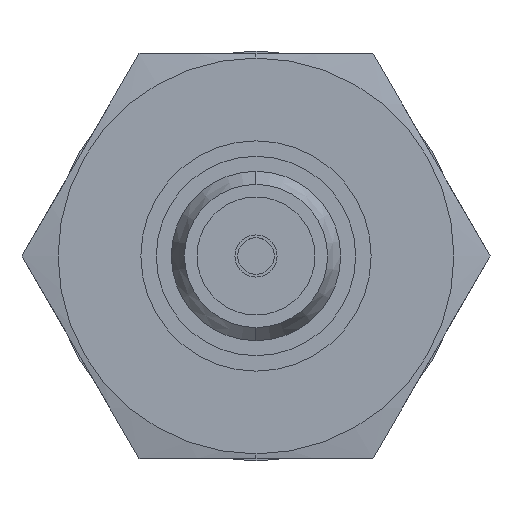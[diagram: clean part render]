
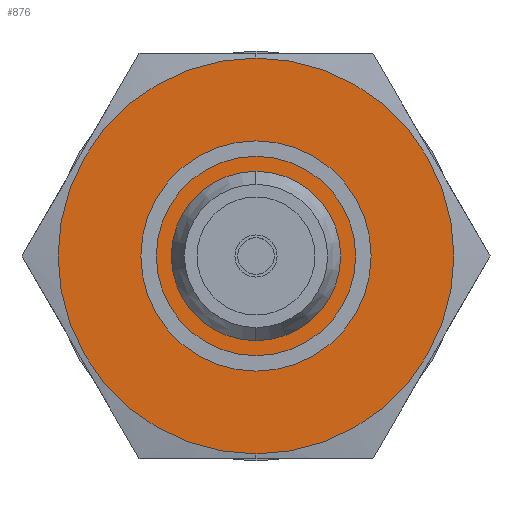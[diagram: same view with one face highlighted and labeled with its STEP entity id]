
A CAD part, left-side view. The second image highlights one B-rep face of the part: STEP entity #876.
In plain terms, the highlighted planar face has unit normal (-1, 0, 0).
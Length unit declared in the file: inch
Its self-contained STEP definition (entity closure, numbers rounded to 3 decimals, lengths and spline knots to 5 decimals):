
#351 = VERTEX_POINT ( 'NONE', #3232 ) ;
#528 = VERTEX_POINT ( 'NONE', #4239 ) ;
#530 = EDGE_CURVE ( 'NONE', #528, #351, #4261, .T. ) ;
#627 = EDGE_CURVE ( 'NONE', #630, #633, #4936, .T. ) ;
#630 = VERTEX_POINT ( 'NONE', #4952 ) ;
#633 = VERTEX_POINT ( 'NONE', #4910 ) ;
#727 = EDGE_LOOP ( 'NONE', ( #884, #877 ) ) ;
#876 = ADVANCED_FACE ( 'NONE', ( #5549, #5659 ), #4931, .F. ) ;
#877 = ORIENTED_EDGE ( 'NONE', *, *, #530, .F. ) ;
#878 = EDGE_CURVE ( 'NONE', #351, #528, #5766, .T. ) ;
#880 = EDGE_CURVE ( 'NONE', #633, #630, #5858, .T. ) ;
#881 = EDGE_LOOP ( 'NONE', ( #905, #882 ) ) ;
#882 = ORIENTED_EDGE ( 'NONE', *, *, #627, .T. ) ;
#884 = ORIENTED_EDGE ( 'NONE', *, *, #878, .F. ) ;
#905 = ORIENTED_EDGE ( 'NONE', *, *, #880, .T. ) ;
#3232 = CARTESIAN_POINT ( 'NONE',  ( -0.0375, 0., -0.0905 ) ) ;
#4086 = AXIS2_PLACEMENT_3D ( 'NONE', #4258, #4226, #4223 ) ;
#4223 = DIRECTION ( 'NONE',  ( 0., 0., -1. ) ) ;
#4226 = DIRECTION ( 'NONE',  ( -1., 0., 0. ) ) ;
#4239 = CARTESIAN_POINT ( 'NONE',  ( -0.0375, 0., 0.0905 ) ) ;
#4258 = CARTESIAN_POINT ( 'NONE',  ( -0.0375, 0., 0. ) ) ;
#4261 = CIRCLE ( 'NONE', #4086, 0.0905 ) ;
#4897 = AXIS2_PLACEMENT_3D ( 'NONE', #4914, #4923, #4911 ) ;
#4910 = CARTESIAN_POINT ( 'NONE',  ( -0.0375, 0., -0.21142 ) ) ;
#4911 = DIRECTION ( 'NONE',  ( 0., 0., -1. ) ) ;
#4914 = CARTESIAN_POINT ( 'NONE',  ( -0.0375, 0.24999, 0. ) ) ;
#4916 = DIRECTION ( 'NONE',  ( 0., 0., 1. ) ) ;
#4917 = DIRECTION ( 'NONE',  ( -1., 0., 0. ) ) ;
#4923 = DIRECTION ( 'NONE',  ( 1., 0., 0. ) ) ;
#4931 = PLANE ( 'NONE',  #4897 ) ;
#4936 = CIRCLE ( 'NONE', #5050, 0.21142 ) ;
#4952 = CARTESIAN_POINT ( 'NONE',  ( -0.0375, 0., 0.21142 ) ) ;
#4953 = CARTESIAN_POINT ( 'NONE',  ( -0.0375, 0., 0. ) ) ;
#5050 = AXIS2_PLACEMENT_3D ( 'NONE', #4953, #4917, #4916 ) ;
#5549 = FACE_BOUND ( 'NONE', #727, .T. ) ;
#5659 = FACE_OUTER_BOUND ( 'NONE', #881, .T. ) ;
#5763 = CARTESIAN_POINT ( 'NONE',  ( -0.0375, 0., 0. ) ) ;
#5766 = CIRCLE ( 'NONE', #5865, 0.0905 ) ;
#5855 = DIRECTION ( 'NONE',  ( 0., 0., 1. ) ) ;
#5856 = DIRECTION ( 'NONE',  ( -1., 0., 0. ) ) ;
#5857 = AXIS2_PLACEMENT_3D ( 'NONE', #5763, #5856, #5855 ) ;
#5858 = CIRCLE ( 'NONE', #5857, 0.21142 ) ;
#5862 = DIRECTION ( 'NONE',  ( 0., 0., -1. ) ) ;
#5863 = DIRECTION ( 'NONE',  ( -1., 0., 0. ) ) ;
#5864 = CARTESIAN_POINT ( 'NONE',  ( -0.0375, 0., 0. ) ) ;
#5865 = AXIS2_PLACEMENT_3D ( 'NONE', #5864, #5863, #5862 ) ;
